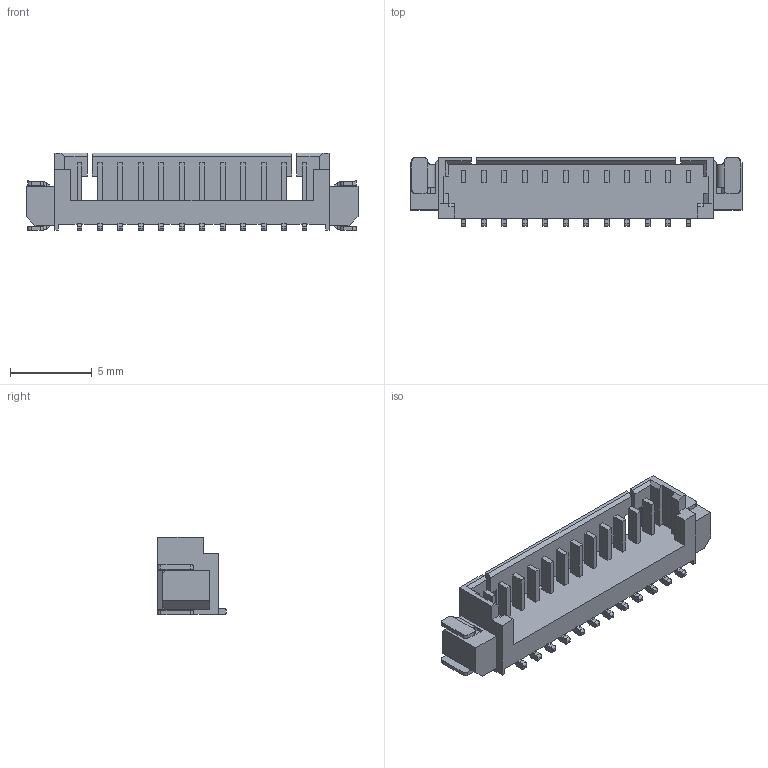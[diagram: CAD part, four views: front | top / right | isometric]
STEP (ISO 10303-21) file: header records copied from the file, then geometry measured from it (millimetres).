
FILE_DESCRIPTION((''),'2;1');
FILE_NAME('C-1-1734260-2','2019-04-30T07:17:15',('workeradm'),('TE Connectivity Ltd.'),'CREO PARAMETRIC BY PTC INC, 2018190','CREO PARAMETRIC BY PTC INC, 2018190','');
FILE_SCHEMA(('AUTOMOTIVE_DESIGN { 1 0 10303 214 1 1 1 1 }'));
Length unit declared in the file: millimetre
Products named in the file (1): C-1-1734260-2
Bounding box: 20.29 x 4.2 x 4.75 mm (x, y, z)
Volume: 147.8 mm3; surface area: 470.2 mm2
Topology: 1 solids, 1 shells, 437 faces, 1213 edges, 790 vertices
Faces by surface type: plane 333, cylinder 104
Entity records: 13983 total; most frequent: CARTESIAN_POINT 2614, ORIENTED_EDGE 2426, DIRECTION 2271, EDGE_CURVE 1213, VECTOR 997, LINE 997, VERTEX_POINT 790, AXIS2_PLACEMENT_3D 637
